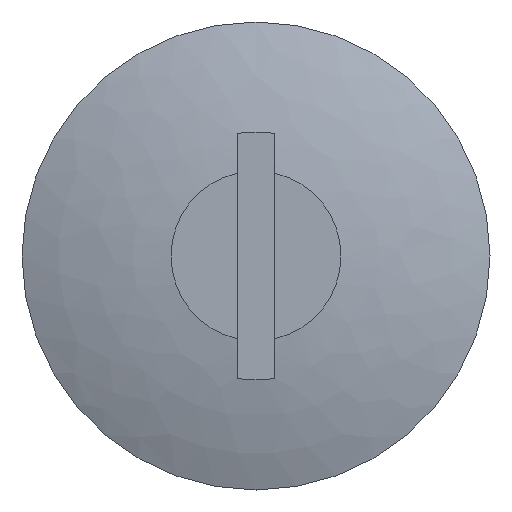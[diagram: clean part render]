
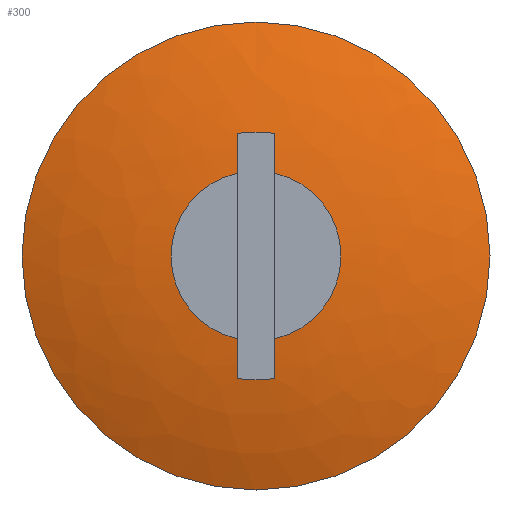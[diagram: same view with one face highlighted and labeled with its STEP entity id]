
A CAD part, left-side view. The second image highlights one B-rep face of the part: STEP entity #300.
In plain terms, the highlighted free-form (B-spline) face has degree [2, 2] with [3, 9] control points.
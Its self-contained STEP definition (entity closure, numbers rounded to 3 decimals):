
#28=(
BOUNDED_CURVE()
B_SPLINE_CURVE(2,(#1144,#1145,#1146),.UNSPECIFIED.,.F.,.F.)
B_SPLINE_CURVE_WITH_KNOTS((3,3),(1.206,1.398),
 .UNSPECIFIED.)
CURVE()
GEOMETRIC_REPRESENTATION_ITEM()
RATIONAL_B_SPLINE_CURVE((1.,0.994,0.997))
REPRESENTATION_ITEM('')
);
#29=(
BOUNDED_SURFACE()
B_SPLINE_SURFACE(2,2,((#1113,#1114,#1115,#1116,#1117,#1118,#1119,#1120,
#1121),(#1122,#1123,#1124,#1125,#1126,#1127,#1128,#1129,#1130),(#1131,#1132,
#1133,#1134,#1135,#1136,#1137,#1138,#1139)),.UNSPECIFIED.,.F.,.T.,.F.)
B_SPLINE_SURFACE_WITH_KNOTS((3,3),(3,2,2,2,3),(-1.465,-1.206),
(-3.142,-1.571,0.,1.571,3.142),
 .UNSPECIFIED.)
GEOMETRIC_REPRESENTATION_ITEM()
RATIONAL_B_SPLINE_SURFACE(((1.,0.707,1.,0.707,1.,
0.707,1.,0.707,1.),(0.992,0.701,
0.992,0.701,0.992,0.701,
0.992,0.701,0.992),(1.,0.707,
1.,0.707,1.,0.707,1.,0.707,1.)))
REPRESENTATION_ITEM('')
SURFACE()
);
#72=FACE_OUTER_BOUND('',#94,.T.);
#94=EDGE_LOOP('',(#248,#249,#250,#251,#252,#253,#254,#255,#256,#257,#258,
#259,#260));
#120=CIRCLE('',#358,6.35);
#121=CIRCLE('',#359,6.35);
#122=CIRCLE('',#360,6.35);
#123=CIRCLE('',#362,30.637);
#124=CIRCLE('',#363,30.637);
#125=CIRCLE('',#365,30.637);
#126=CIRCLE('',#366,30.637);
#127=CIRCLE('',#367,11.985);
#128=CIRCLE('',#368,11.985);
#129=CIRCLE('',#369,4.35);
#130=CIRCLE('',#370,4.35);
#157=VERTEX_POINT('',#1091);
#158=VERTEX_POINT('',#1092);
#159=VERTEX_POINT('',#1094);
#160=VERTEX_POINT('',#1096);
#161=VERTEX_POINT('',#1098);
#162=VERTEX_POINT('',#1102);
#163=VERTEX_POINT('',#1104);
#164=VERTEX_POINT('',#1108);
#165=VERTEX_POINT('',#1110);
#166=VERTEX_POINT('',#1140);
#167=VERTEX_POINT('',#1141);
#189=EDGE_CURVE('',#157,#158,#120,.T.);
#191=EDGE_CURVE('',#160,#159,#121,.T.);
#192=EDGE_CURVE('',#161,#160,#122,.T.);
#194=EDGE_CURVE('',#162,#157,#123,.T.);
#196=EDGE_CURVE('',#159,#163,#124,.T.);
#197=EDGE_CURVE('',#164,#161,#125,.T.);
#199=EDGE_CURVE('',#158,#165,#126,.T.);
#200=EDGE_CURVE('',#166,#167,#127,.T.);
#201=EDGE_CURVE('',#167,#166,#128,.T.);
#202=EDGE_CURVE('',#167,#160,#28,.T.);
#203=EDGE_CURVE('',#163,#162,#129,.T.);
#204=EDGE_CURVE('',#165,#164,#130,.T.);
#248=ORIENTED_EDGE('',*,*,#200,.F.);
#249=ORIENTED_EDGE('',*,*,#201,.F.);
#250=ORIENTED_EDGE('',*,*,#202,.T.);
#251=ORIENTED_EDGE('',*,*,#191,.T.);
#252=ORIENTED_EDGE('',*,*,#196,.T.);
#253=ORIENTED_EDGE('',*,*,#203,.T.);
#254=ORIENTED_EDGE('',*,*,#194,.T.);
#255=ORIENTED_EDGE('',*,*,#189,.T.);
#256=ORIENTED_EDGE('',*,*,#199,.T.);
#257=ORIENTED_EDGE('',*,*,#204,.T.);
#258=ORIENTED_EDGE('',*,*,#197,.T.);
#259=ORIENTED_EDGE('',*,*,#192,.T.);
#260=ORIENTED_EDGE('',*,*,#202,.F.);
#300=ADVANCED_FACE('',(#72),#29,.F.);
#358=AXIS2_PLACEMENT_3D('',#1093,#417,#418);
#359=AXIS2_PLACEMENT_3D('',#1097,#420,#421);
#360=AXIS2_PLACEMENT_3D('',#1099,#422,#423);
#362=AXIS2_PLACEMENT_3D('',#1103,#427,#428);
#363=AXIS2_PLACEMENT_3D('',#1106,#430,#431);
#365=AXIS2_PLACEMENT_3D('',#1109,#434,#435);
#366=AXIS2_PLACEMENT_3D('',#1112,#437,#438);
#367=AXIS2_PLACEMENT_3D('',#1142,#439,#440);
#368=AXIS2_PLACEMENT_3D('',#1143,#441,#442);
#369=AXIS2_PLACEMENT_3D('',#1147,#443,#444);
#370=AXIS2_PLACEMENT_3D('',#1148,#445,#446);
#417=DIRECTION('center_axis',(1.,0.,0.));
#418=DIRECTION('ref_axis',(0.,0.,-1.));
#420=DIRECTION('center_axis',(1.,0.,0.));
#421=DIRECTION('ref_axis',(0.,0.,-1.));
#422=DIRECTION('center_axis',(1.,0.,0.));
#423=DIRECTION('ref_axis',(0.,0.,-1.));
#427=DIRECTION('center_axis',(0.,-1.,0.));
#428=DIRECTION('ref_axis',(-0.986,0.,-0.17));
#430=DIRECTION('center_axis',(0.,-1.,0.));
#431=DIRECTION('ref_axis',(-0.995,0.,0.103));
#434=DIRECTION('center_axis',(0.,1.,0.));
#435=DIRECTION('ref_axis',(-0.986,0.,0.17));
#437=DIRECTION('center_axis',(0.,1.,0.));
#438=DIRECTION('ref_axis',(-0.995,0.,-0.103));
#439=DIRECTION('center_axis',(1.,0.,0.));
#440=DIRECTION('ref_axis',(0.,0.,-1.));
#441=DIRECTION('center_axis',(1.,0.,0.));
#442=DIRECTION('ref_axis',(0.,0.,-1.));
#443=DIRECTION('center_axis',(1.,0.,0.));
#444=DIRECTION('ref_axis',(0.,0.,-1.));
#445=DIRECTION('center_axis',(1.,0.,0.));
#446=DIRECTION('ref_axis',(0.,0.,-1.));
#1091=CARTESIAN_POINT('',(-8.7,-0.95,-6.279));
#1092=CARTESIAN_POINT('',(-8.7,0.95,-6.279));
#1093=CARTESIAN_POINT('Origin',(-8.7,0.,0.));
#1094=CARTESIAN_POINT('',(-8.7,-0.95,6.279));
#1096=CARTESIAN_POINT('',(-8.7,0.,6.35));
#1097=CARTESIAN_POINT('Origin',(-8.7,0.,0.));
#1098=CARTESIAN_POINT('',(-8.7,0.95,6.279));
#1099=CARTESIAN_POINT('Origin',(-8.7,0.,0.));
#1102=CARTESIAN_POINT('',(-8.98,-0.95,-4.245));
#1103=CARTESIAN_POINT('Origin',(21.494,-0.95,-1.085));
#1104=CARTESIAN_POINT('',(-8.98,-0.95,4.245));
#1106=CARTESIAN_POINT('Origin',(21.494,-0.95,1.085));
#1108=CARTESIAN_POINT('',(-8.98,0.95,4.245));
#1109=CARTESIAN_POINT('Origin',(21.494,0.95,1.085));
#1110=CARTESIAN_POINT('',(-8.98,0.95,-4.245));
#1112=CARTESIAN_POINT('Origin',(21.494,0.95,-1.085));
#1113=CARTESIAN_POINT('Ctrl Pts',(-8.98,0.,4.35));
#1114=CARTESIAN_POINT('Ctrl Pts',(-8.98,-4.35,4.35));
#1115=CARTESIAN_POINT('Ctrl Pts',(-8.98,-4.35,0.));
#1116=CARTESIAN_POINT('Ctrl Pts',(-8.98,-4.35,-4.35));
#1117=CARTESIAN_POINT('Ctrl Pts',(-8.98,0.,-4.35));
#1118=CARTESIAN_POINT('Ctrl Pts',(-8.98,4.35,-4.35));
#1119=CARTESIAN_POINT('Ctrl Pts',(-8.98,4.35,0.));
#1120=CARTESIAN_POINT('Ctrl Pts',(-8.98,4.35,4.35));
#1121=CARTESIAN_POINT('Ctrl Pts',(-8.98,0.,4.35));
#1122=CARTESIAN_POINT('Ctrl Pts',(-8.561,0.,8.287));
#1123=CARTESIAN_POINT('Ctrl Pts',(-8.561,-8.287,8.287));
#1124=CARTESIAN_POINT('Ctrl Pts',(-8.561,-8.287,0.));
#1125=CARTESIAN_POINT('Ctrl Pts',(-8.561,-8.287,-8.287));
#1126=CARTESIAN_POINT('Ctrl Pts',(-8.561,0.,-8.287));
#1127=CARTESIAN_POINT('Ctrl Pts',(-8.561,8.287,-8.287));
#1128=CARTESIAN_POINT('Ctrl Pts',(-8.561,8.287,0.));
#1129=CARTESIAN_POINT('Ctrl Pts',(-8.561,8.287,8.287));
#1130=CARTESIAN_POINT('Ctrl Pts',(-8.561,0.,8.287));
#1131=CARTESIAN_POINT('Ctrl Pts',(-7.15,0.,11.985));
#1132=CARTESIAN_POINT('Ctrl Pts',(-7.15,-11.985,11.985));
#1133=CARTESIAN_POINT('Ctrl Pts',(-7.15,-11.985,0.));
#1134=CARTESIAN_POINT('Ctrl Pts',(-7.15,-11.985,-11.985));
#1135=CARTESIAN_POINT('Ctrl Pts',(-7.15,0.,-11.985));
#1136=CARTESIAN_POINT('Ctrl Pts',(-7.15,11.985,-11.985));
#1137=CARTESIAN_POINT('Ctrl Pts',(-7.15,11.985,0.));
#1138=CARTESIAN_POINT('Ctrl Pts',(-7.15,11.985,11.985));
#1139=CARTESIAN_POINT('Ctrl Pts',(-7.15,0.,11.985));
#1140=CARTESIAN_POINT('',(-7.15,11.985,0.));
#1141=CARTESIAN_POINT('',(-7.15,0.,11.985));
#1142=CARTESIAN_POINT('Origin',(-7.15,0.,0.));
#1143=CARTESIAN_POINT('Origin',(-7.15,0.,0.));
#1144=CARTESIAN_POINT('Ctrl Pts',(-7.15,0.,11.985));
#1145=CARTESIAN_POINT('Ctrl Pts',(-8.197,0.,9.242));
#1146=CARTESIAN_POINT('Ctrl Pts',(-8.7,0.,6.35));
#1147=CARTESIAN_POINT('Origin',(-8.98,0.,0.));
#1148=CARTESIAN_POINT('Origin',(-8.98,0.,0.));
